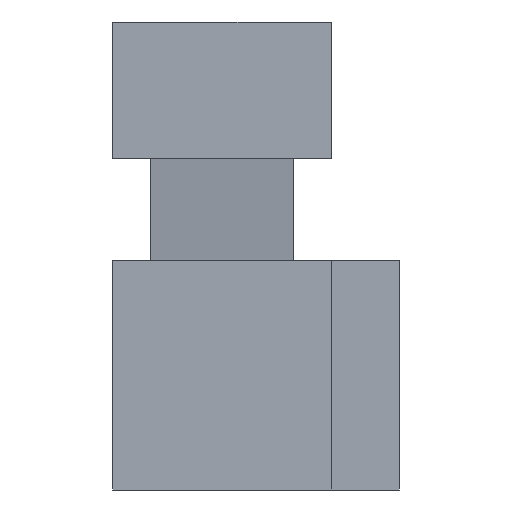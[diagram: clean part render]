
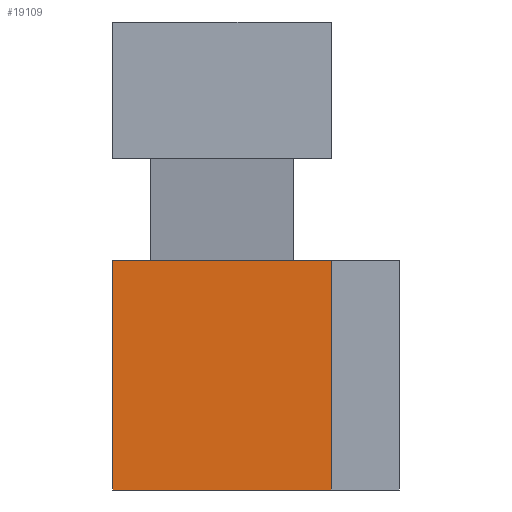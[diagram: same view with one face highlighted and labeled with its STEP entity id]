
A CAD part, left-side view. The second image highlights one B-rep face of the part: STEP entity #19109.
In plain terms, the highlighted planar face has unit normal (-1, 0, 0).
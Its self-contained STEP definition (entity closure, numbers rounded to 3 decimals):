
#3369=ORIENTED_EDGE('',*,*,#6549,.T.);
#3370=ORIENTED_EDGE('',*,*,#7756,.F.);
#3371=ORIENTED_EDGE('',*,*,#6401,.F.);
#3372=ORIENTED_EDGE('',*,*,#7755,.T.);
#6401=EDGE_CURVE('',#9181,#9182,#10979,.T.);
#6549=EDGE_CURVE('',#9330,#9329,#11127,.T.);
#7755=EDGE_CURVE('',#9181,#9330,#12333,.T.);
#7756=EDGE_CURVE('',#9182,#9329,#12334,.T.);
#9181=VERTEX_POINT('',#26378);
#9182=VERTEX_POINT('',#26380);
#9329=VERTEX_POINT('',#26675);
#9330=VERTEX_POINT('',#26677);
#10979=LINE('',#26379,#13363);
#11127=LINE('',#26676,#13511);
#12333=LINE('',#29086,#14717);
#12334=LINE('',#29088,#14718);
#13363=VECTOR('',#21102,1000.);
#13511=VECTOR('',#21252,1000.);
#14717=VECTOR('',#23508,1000.);
#14718=VECTOR('',#23511,1000.);
#16202=EDGE_LOOP('',(#3369,#3370,#3371,#3372));
#17278=FACE_BOUND('',#16202,.T.);
#18282=PLANE('',#20107);
#19109=ADVANCED_FACE('',(#17278),#18282,.F.);
#20107=AXIS2_PLACEMENT_3D('',#29087,#23509,#23510);
#21102=DIRECTION('',(0.,-1.,0.));
#21252=DIRECTION('',(0.,-1.,0.));
#23508=DIRECTION('',(0.,0.,-1.));
#23509=DIRECTION('',(1.,0.,0.));
#23510=DIRECTION('',(0.,0.,-1.));
#23511=DIRECTION('',(0.,0.,-1.));
#26378=CARTESIAN_POINT('',(-12.89,1.525,1.6));
#26379=CARTESIAN_POINT('',(-12.89,1.525,1.6));
#26380=CARTESIAN_POINT('',(-12.89,-1.525,1.6));
#26675=CARTESIAN_POINT('',(-12.89,-1.525,-1.6));
#26676=CARTESIAN_POINT('',(-12.89,1.525,-1.6));
#26677=CARTESIAN_POINT('',(-12.89,1.525,-1.6));
#29086=CARTESIAN_POINT('',(-12.89,1.525,1.6));
#29087=CARTESIAN_POINT('',(-12.89,1.525,1.6));
#29088=CARTESIAN_POINT('',(-12.89,-1.525,1.6));
